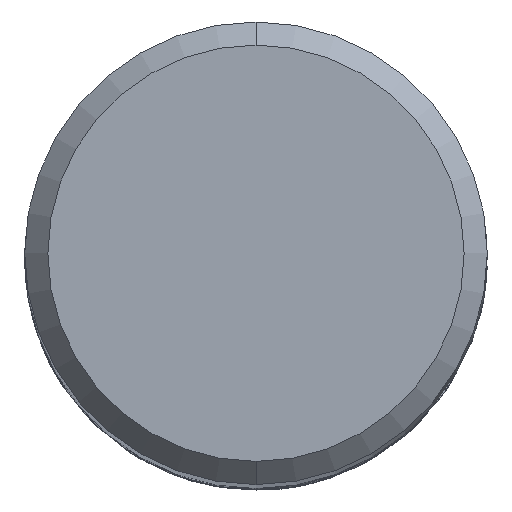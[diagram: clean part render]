
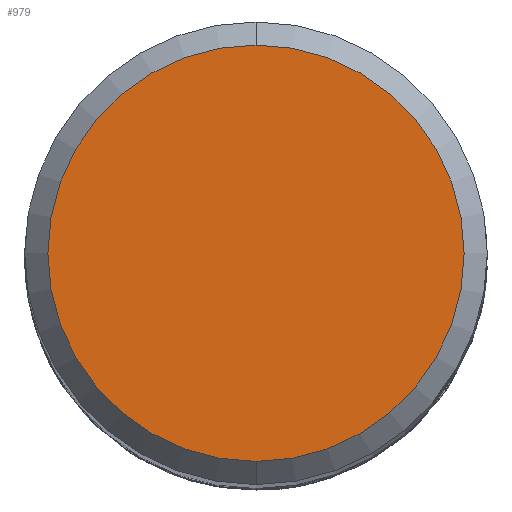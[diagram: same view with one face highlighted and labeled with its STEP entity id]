
A CAD part, top view. The second image highlights one B-rep face of the part: STEP entity #979.
In plain terms, the highlighted planar face has unit normal (0, 0, 1).
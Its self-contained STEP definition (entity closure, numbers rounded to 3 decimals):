
#651=VERTEX_POINT('',#1798);
#673=VERTEX_POINT('',#1821);
#903=EDGE_CURVE('',#673,#651,#2071,.T.);
#979=ADVANCED_FACE('',(#2157),#2158,.T.);
#1023=EDGE_CURVE('',#651,#673,#2208,.T.);
#1798=CARTESIAN_POINT('',(0.0,5.4,0.0));
#1821=CARTESIAN_POINT('',(0.,-5.4,0.0));
#2071=CIRCLE('',#6096,5.4);
#2157=FACE_OUTER_BOUND('',#6422,.T.);
#2158=PLANE('',#6423);
#2208=CIRCLE('',#7128,5.4);
#6096=AXIS2_PLACEMENT_3D('',#13648,#13649,#13650);
#6422=EDGE_LOOP('',(#13764,#13765));
#6423=AXIS2_PLACEMENT_3D('',#13766,#13767,#13768);
#7128=AXIS2_PLACEMENT_3D('',#13830,#13831,#13832);
#13648=CARTESIAN_POINT('',(0.0,0.0,0.0));
#13649=DIRECTION('',(0.0,0.0,-1.0));
#13650=DIRECTION('',(0.0,1.0,0.0));
#13764=ORIENTED_EDGE('',*,*,#1023,.F.);
#13765=ORIENTED_EDGE('',*,*,#903,.F.);
#13766=CARTESIAN_POINT('',(0.0,2.7,0.0));
#13767=DIRECTION('',(-0.0,0.0,1.0));
#13768=DIRECTION('',(0.0,-1.0,0.0));
#13830=CARTESIAN_POINT('',(0.0,0.0,0.0));
#13831=DIRECTION('',(0.0,0.0,-1.0));
#13832=DIRECTION('',(0.0,1.0,0.0));
